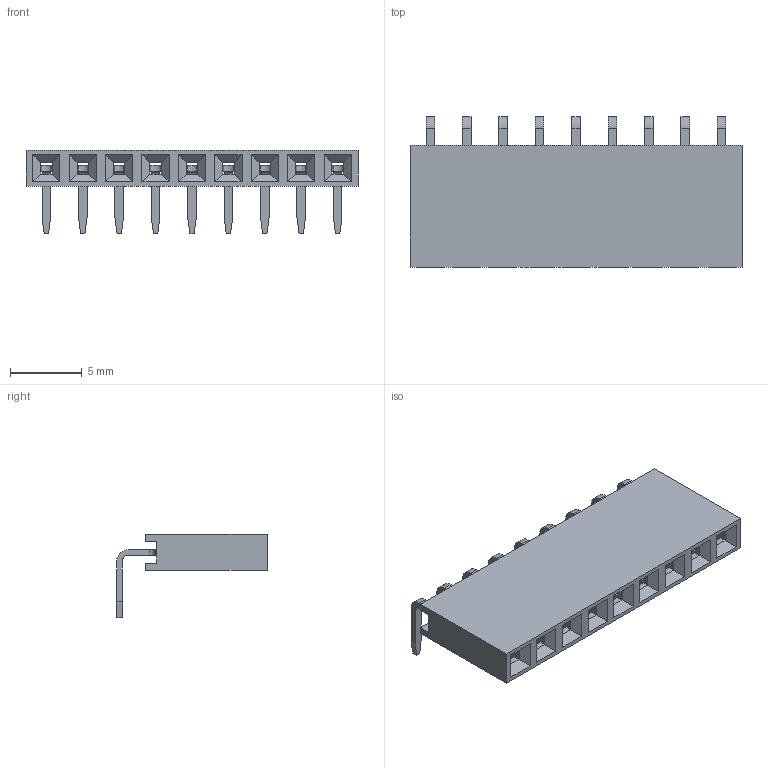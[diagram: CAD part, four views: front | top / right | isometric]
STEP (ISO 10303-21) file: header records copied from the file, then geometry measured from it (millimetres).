
FILE_DESCRIPTION(('STEP AP214'), '1');
FILE_NAME('DS1024-1x5RF1', '2017-07-15T12:19:11', ('Nobody'), (''), 'ASCON STEP Converter 1.3', 'ASCON Math Kernel', '');
FILE_SCHEMA(('AUTOMOTIVE_DESIGN { 1 0 10303 214 3 1 1}'));
Length unit declared in the file: millimetre
Assembly tree (10 placements, depth 2):
  (unnamed)
    (unnamed)
    (unnamed)  x9
Bounding box: 23.16 x 10.5 x 5.8 mm (x, y, z)
Volume: 376 mm3; surface area: 1365.4 mm2
Topology: 10 solids, 10 shells, 469 faces, 1338 edges, 880 vertices
Faces by surface type: plane 352, cylinder 117
Entity records: 8942 total; most frequent: CARTESIAN_POINT 1242, ORIENTED_EDGE 1236, DIRECTION 1092, EDGE_CURVE 618, LINE 592, VECTOR 592, VERTEX_POINT 400, AXIS2_PLACEMENT_3D 250
